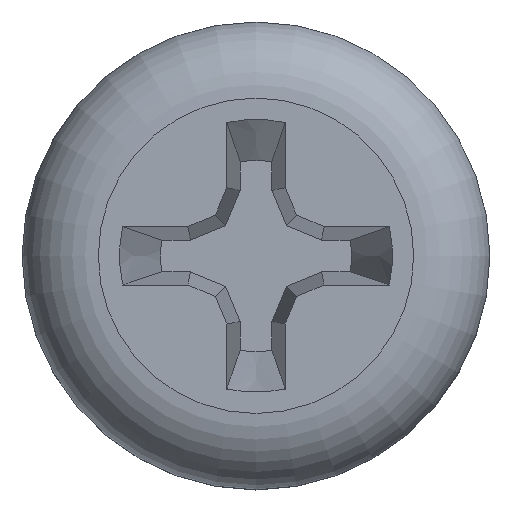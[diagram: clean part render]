
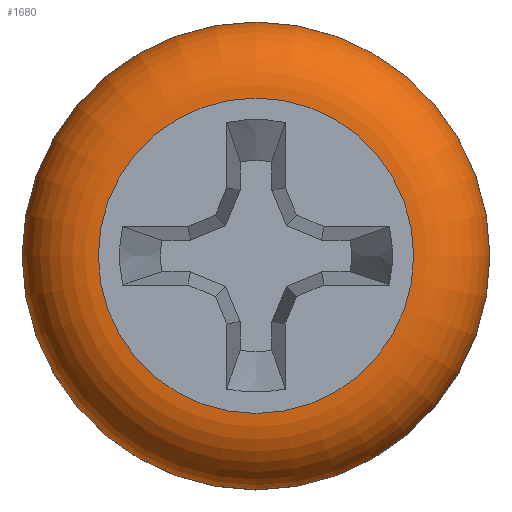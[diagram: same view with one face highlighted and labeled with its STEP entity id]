
A CAD part, top view. The second image highlights one B-rep face of the part: STEP entity #1680.
In plain terms, the highlighted toroidal (fillet/blend) face has major radius 4.045 mm and minor radius 1.955 mm.
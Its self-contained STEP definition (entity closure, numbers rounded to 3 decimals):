
#39=TOROIDAL_SURFACE('',#1798,4.045,1.955);
#172=FACE_OUTER_BOUND('',#262,.T.);
#262=EDGE_LOOP('',(#1286,#1287,#1288,#1289,#1290,#1291,#1292));
#300=CIRCLE('',#1799,6.);
#301=CIRCLE('',#1800,6.);
#302=CIRCLE('',#1801,1.955);
#303=CIRCLE('',#1802,4.045);
#304=CIRCLE('',#1803,4.045);
#305=CIRCLE('',#1804,6.);
#725=VERTEX_POINT('',#9732);
#726=VERTEX_POINT('',#9733);
#727=VERTEX_POINT('',#9735);
#728=VERTEX_POINT('',#9737);
#729=VERTEX_POINT('',#9739);
#962=EDGE_CURVE('',#725,#726,#300,.T.);
#963=EDGE_CURVE('',#727,#725,#301,.T.);
#964=EDGE_CURVE('',#727,#728,#302,.T.);
#965=EDGE_CURVE('',#728,#729,#303,.T.);
#966=EDGE_CURVE('',#729,#728,#304,.T.);
#967=EDGE_CURVE('',#726,#727,#305,.T.);
#1286=ORIENTED_EDGE('',*,*,#962,.F.);
#1287=ORIENTED_EDGE('',*,*,#963,.F.);
#1288=ORIENTED_EDGE('',*,*,#964,.T.);
#1289=ORIENTED_EDGE('',*,*,#965,.T.);
#1290=ORIENTED_EDGE('',*,*,#966,.T.);
#1291=ORIENTED_EDGE('',*,*,#964,.F.);
#1292=ORIENTED_EDGE('',*,*,#967,.F.);
#1680=ADVANCED_FACE('',(#172),#39,.T.);
#1798=AXIS2_PLACEMENT_3D('',#9731,#2041,#2042);
#1799=AXIS2_PLACEMENT_3D('',#9734,#2043,#2044);
#1800=AXIS2_PLACEMENT_3D('',#9736,#2045,#2046);
#1801=AXIS2_PLACEMENT_3D('',#9738,#2047,#2048);
#1802=AXIS2_PLACEMENT_3D('',#9740,#2049,#2050);
#1803=AXIS2_PLACEMENT_3D('',#9741,#2051,#2052);
#1804=AXIS2_PLACEMENT_3D('',#9742,#2053,#2054);
#2041=DIRECTION('center_axis',(0.,0.,-1.));
#2042=DIRECTION('ref_axis',(0.,1.,0.));
#2043=DIRECTION('center_axis',(0.,0.,-1.));
#2044=DIRECTION('ref_axis',(0.,1.,0.));
#2045=DIRECTION('center_axis',(0.,0.,-1.));
#2046=DIRECTION('ref_axis',(0.,1.,0.));
#2047=DIRECTION('center_axis',(-1.,0.,0.));
#2048=DIRECTION('ref_axis',(0.,-1.,0.));
#2049=DIRECTION('center_axis',(0.,0.,-1.));
#2050=DIRECTION('ref_axis',(0.,1.,0.));
#2051=DIRECTION('center_axis',(0.,0.,-1.));
#2052=DIRECTION('ref_axis',(0.,1.,0.));
#2053=DIRECTION('center_axis',(0.,0.,-1.));
#2054=DIRECTION('ref_axis',(0.,1.,0.));
#9731=CARTESIAN_POINT('Origin',(0.,0.,2.645));
#9732=CARTESIAN_POINT('',(-6.,0.,2.645));
#9733=CARTESIAN_POINT('',(6.,0.,2.645));
#9734=CARTESIAN_POINT('Origin',(0.,0.,2.645));
#9735=CARTESIAN_POINT('',(0.,-6.,2.645));
#9736=CARTESIAN_POINT('Origin',(0.,0.,2.645));
#9737=CARTESIAN_POINT('',(0.,-4.045,4.6));
#9738=CARTESIAN_POINT('Origin',(0.,-4.045,2.645));
#9739=CARTESIAN_POINT('',(0.,4.045,4.6));
#9740=CARTESIAN_POINT('Origin',(0.,0.,4.6));
#9741=CARTESIAN_POINT('Origin',(0.,0.,4.6));
#9742=CARTESIAN_POINT('Origin',(0.,0.,2.645));
